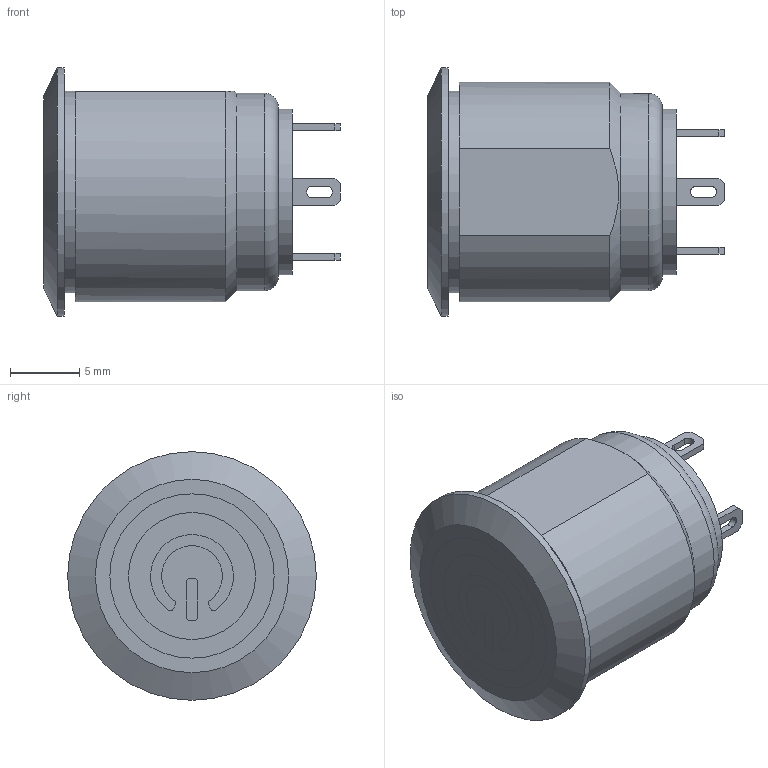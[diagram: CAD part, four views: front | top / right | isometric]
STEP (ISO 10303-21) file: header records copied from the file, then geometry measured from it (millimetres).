
FILE_DESCRIPTION(/* description */ (''),/* implementation_level */ '2;1');
FILE_NAME(/* name */ 'PV6F240xx-3xx-M15.stp',/* time_stamp */ '2024-02-09T15:46:28-06:00',/* author */ ('mwilliams'),/* organization */ (''),/* preprocessor_version */ 'ST-DEVELOPER v18.1',/* originating_system */ 'Autodesk Inventor 2022',/* authorisation */ '');
FILE_SCHEMA (('AUTOMOTIVE_DESIGN { 1 0 10303 214 3 1 1 }'));
Length unit declared in the file: inch
Products named in the file (1): Part23
Bounding box: 21.5 x 18 x 18 mm (x, y, z)
Volume: 3335.6 mm3; surface area: 1423.4 mm2
Topology: 1 solids, 1 shells, 102 faces, 265 edges, 179 vertices
Faces by surface type: plane 72, cylinder 19, bspline 8, cone 2, torus 1
Full cylindrical faces by diameter (mm): 1.6 x1, 12 x1, 14.3 x1, 14.6 x1, 18 x1
Entity records: 3641 total; most frequent: CARTESIAN_POINT 1035, ORIENTED_EDGE 530, DIRECTION 501, EDGE_CURVE 265, LINE 193, VECTOR 193, VERTEX_POINT 179, AXIS2_PLACEMENT_3D 154
